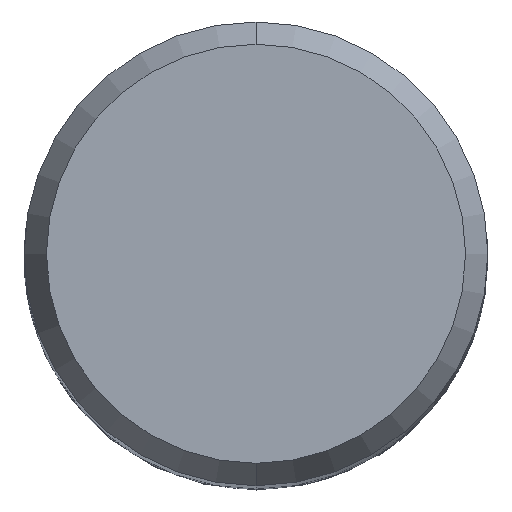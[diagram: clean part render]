
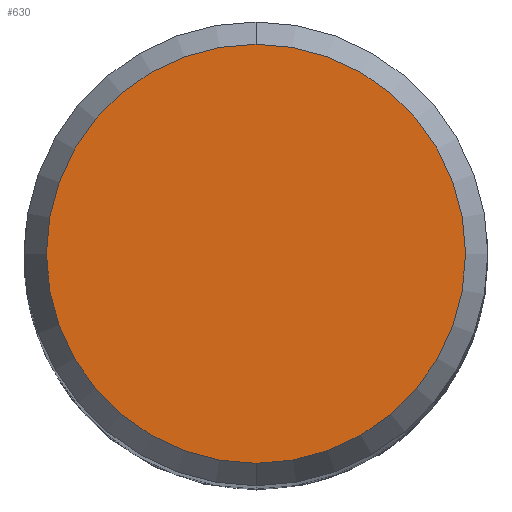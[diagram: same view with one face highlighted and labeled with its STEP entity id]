
A CAD part, top view. The second image highlights one B-rep face of the part: STEP entity #630.
In plain terms, the highlighted planar face has unit normal (0, 0, 1).
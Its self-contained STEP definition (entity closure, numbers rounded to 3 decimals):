
#550=VERTEX_POINT('',#1250);
#612=VERTEX_POINT('',#1315);
#616=EDGE_CURVE('',#550,#612,#1321,.T.);
#630=ADVANCED_FACE('',(#1336),#1337,.T.);
#714=EDGE_CURVE('',#612,#550,#1427,.T.);
#1250=CARTESIAN_POINT('',(0.0,5.423,0.0));
#1315=CARTESIAN_POINT('',(0.,-5.423,0.0));
#1321=CIRCLE('',#3185,5.423);
#1336=FACE_OUTER_BOUND('',#3202,.T.);
#1337=PLANE('',#3203);
#1427=CIRCLE('',#4250,5.423);
#3185=AXIS2_PLACEMENT_3D('',#7882,#7883,#7884);
#3202=EDGE_LOOP('',(#7908,#7909));
#3203=AXIS2_PLACEMENT_3D('',#7910,#7911,#7912);
#4250=AXIS2_PLACEMENT_3D('',#7992,#7993,#7994);
#7882=CARTESIAN_POINT('',(0.0,0.0,0.0));
#7883=DIRECTION('',(0.0,0.0,-1.0));
#7884=DIRECTION('',(0.0,1.0,0.0));
#7908=ORIENTED_EDGE('',*,*,#616,.F.);
#7909=ORIENTED_EDGE('',*,*,#714,.F.);
#7910=CARTESIAN_POINT('',(0.0,2.711,0.0));
#7911=DIRECTION('',(-0.0,0.0,1.0));
#7912=DIRECTION('',(0.0,-1.0,0.0));
#7992=CARTESIAN_POINT('',(0.0,0.0,0.0));
#7993=DIRECTION('',(0.0,0.0,-1.0));
#7994=DIRECTION('',(0.0,1.0,0.0));
